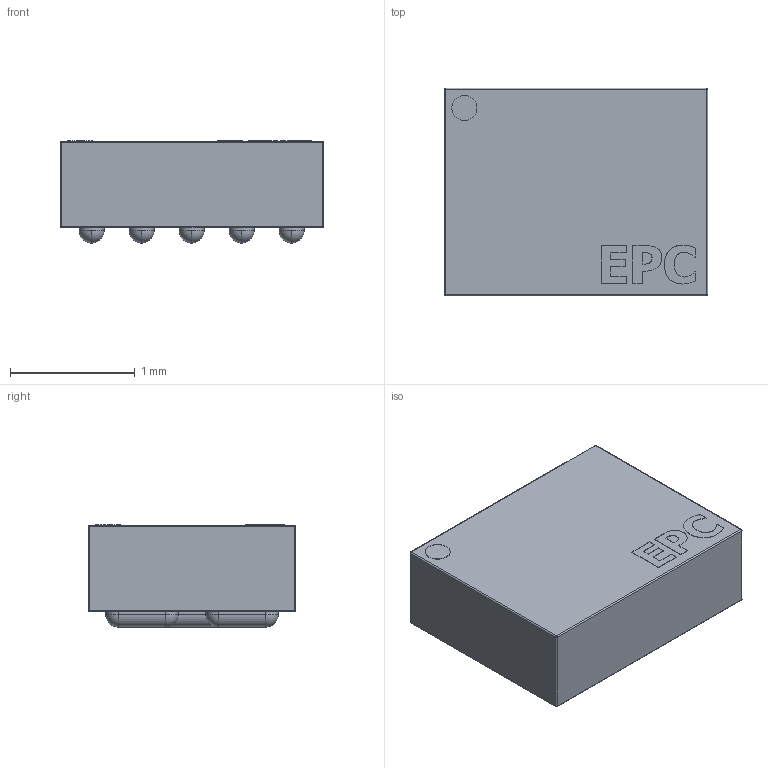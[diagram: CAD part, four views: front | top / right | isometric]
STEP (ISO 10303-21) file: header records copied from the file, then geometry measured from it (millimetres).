
FILE_DESCRIPTION(/* description */ (''),/* implementation_level */ '2;1');
FILE_NAME(/* name */ 'EPC EPC2016C.stp',/* time_stamp */ '2020-05-08T23:22:59-04:00',/* author */ ('Ricardo'),/* organization */ (''),/* preprocessor_version */ 'ST-DEVELOPER v18.1',/* originating_system */ 'Autodesk Inventor 2020',/* authorisation */ '');
FILE_SCHEMA (('AUTOMOTIVE_DESIGN { 1 0 10303 214 3 1 1 }'));
Length unit declared in the file: millimetre
Products named in the file (5): EPC EPC2016C; body; terminals; bottom; logo
Assembly tree (4 placements, depth 2):
  EPC EPC2016C
    body
    terminals
    bottom
    logo
Bounding box: 2.11 x 1.66 x 0.82 mm (x, y, z)
Volume: 2.5 mm3; surface area: 23.3 mm2
Topology: 12 solids, 12 shells, 145 faces, 329 edges, 208 vertices
Faces by surface type: plane 62, cylinder 31, sphere 28, bspline 24
Full cylindrical faces by diameter (mm): 0.2 x1
Entity records: 4388 total; most frequent: CARTESIAN_POINT 1003, ORIENTED_EDGE 658, DIRECTION 641, EDGE_CURVE 329, AXIS2_PLACEMENT_3D 230, VERTEX_POINT 208, LINE 181, VECTOR 181
